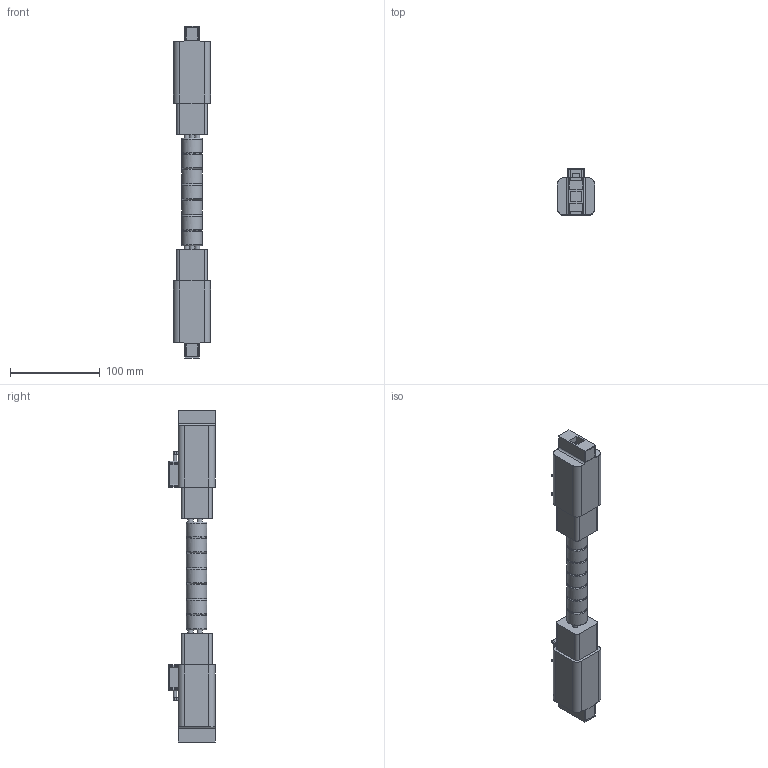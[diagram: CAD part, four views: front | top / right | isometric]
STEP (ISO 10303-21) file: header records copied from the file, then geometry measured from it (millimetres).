
FILE_DESCRIPTION(('FreeCAD Model'),'2;1');
FILE_NAME('Open CASCADE Shape Model','2025-04-29T13:18:57',('FreeCAD'),( 'FreeCAD'),'Open CASCADE STEP processor 7.6','FreeCAD','Unknown');
FILE_SCHEMA(('AUTOMOTIVE_DESIGN { 1 0 10303 214 1 1 1 1 }'));
Length unit declared in the file: millimetre
Products named in the file (1): Open CASCADE STEP translator 7.6 1
Bounding box: 41.13 x 51.42 x 369.06 mm (x, y, z)
Volume: 243032.6 mm3; surface area: 155354.3 mm2
Topology: 32 solids, 32 shells, 625 faces, 1483 edges, 974 vertices
Faces by surface type: bspline 625
Entity records: 32541 total; most frequent: CARTESIAN_POINT 23393, ORIENTED_EDGE 2966, EDGE_CURVE 1483, B_SPLINE_CURVE_WITH_KNOTS 1033, VERTEX_POINT 974, FACE_BOUND 791, EDGE_LOOP 791, ADVANCED_FACE 625
